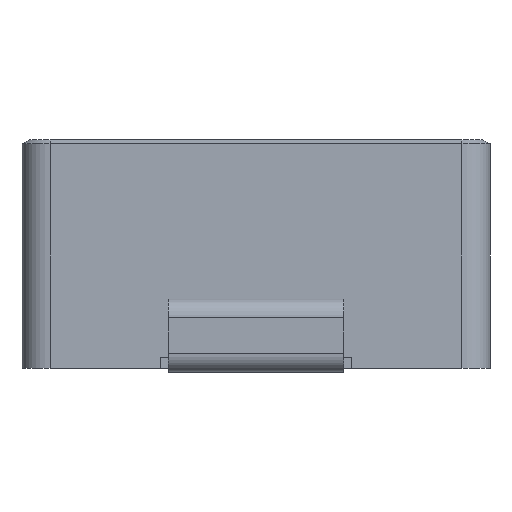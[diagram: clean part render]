
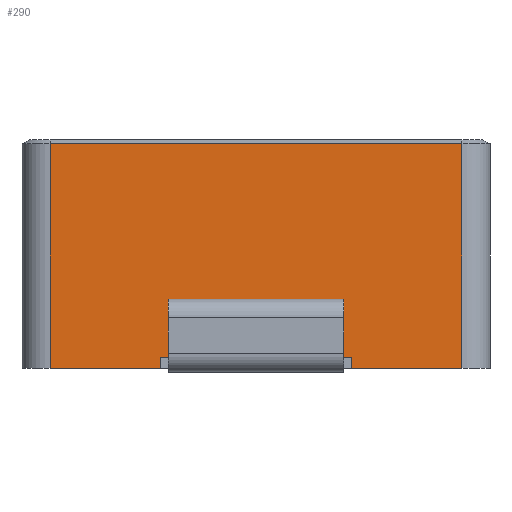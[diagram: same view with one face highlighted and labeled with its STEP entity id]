
A CAD part, left-side view. The second image highlights one B-rep face of the part: STEP entity #290.
In plain terms, the highlighted planar face has unit normal (-1, 0, 0).
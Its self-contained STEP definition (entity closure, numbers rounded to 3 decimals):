
#290 = ADVANCED_FACE( '', ( #633, #634 ), #635, .F. );
#633 = FACE_OUTER_BOUND( '', #1038, .T. );
#634 = FACE_BOUND( '', #1039, .T. );
#635 = PLANE( '', #1040 );
#1038 = EDGE_LOOP( '', ( #1828, #1829, #1830, #1831, #1832, #1833, #1834, #1835 ) );
#1039 = EDGE_LOOP( '', ( #1836, #1837, #1838, #1839 ) );
#1040 = AXIS2_PLACEMENT_3D( '', #1840, #1841, #1842 );
#1828 = ORIENTED_EDGE( '', *, *, #2901, .F. );
#1829 = ORIENTED_EDGE( '', *, *, #2819, .T. );
#1830 = ORIENTED_EDGE( '', *, *, #2902, .T. );
#1831 = ORIENTED_EDGE( '', *, *, #2903, .T. );
#1832 = ORIENTED_EDGE( '', *, *, #2904, .T. );
#1833 = ORIENTED_EDGE( '', *, *, #2822, .T. );
#1834 = ORIENTED_EDGE( '', *, *, #2785, .T. );
#1835 = ORIENTED_EDGE( '', *, *, #2746, .F. );
#1836 = ORIENTED_EDGE( '', *, *, #2756, .F. );
#1837 = ORIENTED_EDGE( '', *, *, #2796, .T. );
#1838 = ORIENTED_EDGE( '', *, *, #2905, .T. );
#1839 = ORIENTED_EDGE( '', *, *, #2671, .T. );
#1840 = CARTESIAN_POINT( '', ( -6.25, 6.25, 6.1 ) );
#1841 = DIRECTION( '', ( 1., 0., 0. ) );
#1842 = DIRECTION( '', ( 0., 0., -1. ) );
#2671 = EDGE_CURVE( '', #3140, #3144, #3146, .F. );
#2746 = EDGE_CURVE( '', #3268, #3270, #3271, .T. );
#2756 = EDGE_CURVE( '', #3285, #3144, #3287, .T. );
#2785 = EDGE_CURVE( '', #3330, #3270, #3334, .T. );
#2796 = EDGE_CURVE( '', #3285, #3349, #3351, .T. );
#2819 = EDGE_CURVE( '', #3392, #3390, #3393, .T. );
#2822 = EDGE_CURVE( '', #3397, #3330, #3398, .T. );
#2901 = EDGE_CURVE( '', #3392, #3268, #3521, .T. );
#2902 = EDGE_CURVE( '', #3390, #3522, #3523, .F. );
#2903 = EDGE_CURVE( '', #3522, #3115, #3524, .T. );
#2904 = EDGE_CURVE( '', #3115, #3397, #3525, .T. );
#2905 = EDGE_CURVE( '', #3349, #3140, #3526, .T. );
#3115 = VERTEX_POINT( '', #3818 );
#3140 = VERTEX_POINT( '', #3876 );
#3144 = VERTEX_POINT( '', #3882 );
#3146 = LINE( '', #3885, #3886 );
#3268 = VERTEX_POINT( '', #4126 );
#3270 = VERTEX_POINT( '', #4129 );
#3271 = LINE( '', #4130, #4131 );
#3285 = VERTEX_POINT( '', #4155 );
#3287 = LINE( '', #4158, #4159 );
#3330 = VERTEX_POINT( '', #4256 );
#3334 = LINE( '', #4262, #4263 );
#3349 = VERTEX_POINT( '', #4322 );
#3351 = LINE( '', #4325, #4326 );
#3390 = VERTEX_POINT( '', #4389 );
#3392 = VERTEX_POINT( '', #4391 );
#3393 = LINE( '', #4392, #4393 );
#3397 = VERTEX_POINT( '', #4399 );
#3398 = LINE( '', #4400, #4401 );
#3521 = LINE( '', #4778, #4779 );
#3522 = VERTEX_POINT( '', #4780 );
#3523 = LINE( '', #4781, #4782 );
#3524 = LINE( '', #4783, #4784 );
#3525 = LINE( '', #4785, #4786 );
#3526 = LINE( '', #4787, #4788 );
#3818 = CARTESIAN_POINT( '', ( -6.25, 5.5, 6. ) );
#3876 = CARTESIAN_POINT( '', ( -6.25, -2.35, 1.85 ) );
#3882 = CARTESIAN_POINT( '', ( -6.25, -2.35, 1.55 ) );
#3885 = CARTESIAN_POINT( '', ( -6.25, -2.35, 6.1 ) );
#3886 = VECTOR( '', #5251, 1000. );
#4126 = CARTESIAN_POINT( '', ( -6.25, -2.55, 0.3 ) );
#4129 = CARTESIAN_POINT( '', ( -6.25, 2.55, 0.3 ) );
#4130 = CARTESIAN_POINT( '', ( -6.25, -2.55, 0.3 ) );
#4131 = VECTOR( '', #5290, 1000. );
#4155 = CARTESIAN_POINT( '', ( -6.25, 2.35, 1.55 ) );
#4158 = CARTESIAN_POINT( '', ( -6.25, 2.35, 1.55 ) );
#4159 = VECTOR( '', #5296, 1000. );
#4256 = CARTESIAN_POINT( '', ( -6.25, 2.55, 0. ) );
#4262 = CARTESIAN_POINT( '', ( -6.25, 2.55, -18.401 ) );
#4263 = VECTOR( '', #5312, 1000. );
#4322 = CARTESIAN_POINT( '', ( -6.25, 2.35, 1.85 ) );
#4325 = CARTESIAN_POINT( '', ( -6.25, 2.35, 6.1 ) );
#4326 = VECTOR( '', #5322, 1000. );
#4389 = CARTESIAN_POINT( '', ( -6.25, -5.5, 0. ) );
#4391 = CARTESIAN_POINT( '', ( -6.25, -2.55, 0. ) );
#4392 = CARTESIAN_POINT( '', ( -6.25, 6.25, 0. ) );
#4393 = VECTOR( '', #5341, 1000. );
#4399 = CARTESIAN_POINT( '', ( -6.25, 5.5, 0. ) );
#4400 = CARTESIAN_POINT( '', ( -6.25, 6.25, 0. ) );
#4401 = VECTOR( '', #5344, 1000. );
#4778 = CARTESIAN_POINT( '', ( -6.25, -2.55, -18.401 ) );
#4779 = VECTOR( '', #5374, 1000. );
#4780 = CARTESIAN_POINT( '', ( -6.25, -5.5, 6. ) );
#4781 = CARTESIAN_POINT( '', ( -6.25, -5.5, 6.1 ) );
#4782 = VECTOR( '', #5375, 1000. );
#4783 = CARTESIAN_POINT( '', ( -6.25, 5.5, 6. ) );
#4784 = VECTOR( '', #5376, 1000. );
#4785 = CARTESIAN_POINT( '', ( -6.25, 5.5, 6.1 ) );
#4786 = VECTOR( '', #5377, 1000. );
#4787 = CARTESIAN_POINT( '', ( -6.25, 6.25, 1.85 ) );
#4788 = VECTOR( '', #5378, 1000. );
#5251 = DIRECTION( '', ( 0., 0., 1. ) );
#5290 = DIRECTION( '', ( 0., 1., 0. ) );
#5296 = DIRECTION( '', ( 0., -1., 0. ) );
#5312 = DIRECTION( '', ( 0., 0., 1. ) );
#5322 = DIRECTION( '', ( 0., 0., 1. ) );
#5341 = DIRECTION( '', ( 0., -1., 0. ) );
#5344 = DIRECTION( '', ( 0., -1., 0. ) );
#5374 = DIRECTION( '', ( 0., 0., 1. ) );
#5375 = DIRECTION( '', ( 0., 0., -1. ) );
#5376 = DIRECTION( '', ( 0., 1., 0. ) );
#5377 = DIRECTION( '', ( 0., 0., -1. ) );
#5378 = DIRECTION( '', ( 0., -1., 0. ) );
